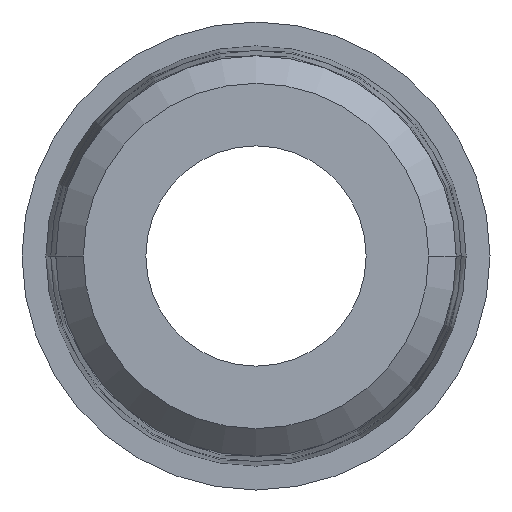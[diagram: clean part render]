
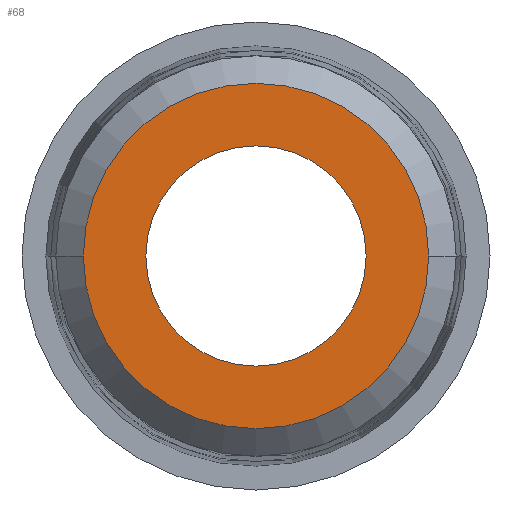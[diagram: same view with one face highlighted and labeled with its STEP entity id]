
A CAD part, left-side view. The second image highlights one B-rep face of the part: STEP entity #68.
In plain terms, the highlighted planar face has unit normal (-1, 0, 0).
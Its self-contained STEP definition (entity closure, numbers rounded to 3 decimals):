
#68=ADVANCED_FACE('',(#127,#128),#129,.T.);
#127=FACE_BOUND('',#201,.T.);
#128=FACE_OUTER_BOUND('',#202,.T.);
#129=PLANE('',#203);
#201=EDGE_LOOP('',(#392,#393));
#202=EDGE_LOOP('',(#394,#395));
#203=AXIS2_PLACEMENT_3D('',#396,#397,#398);
#392=ORIENTED_EDGE('',*,*,#543,.T.);
#393=ORIENTED_EDGE('',*,*,#542,.T.);
#394=ORIENTED_EDGE('',*,*,#527,.F.);
#395=ORIENTED_EDGE('',*,*,#552,.F.);
#396=CARTESIAN_POINT('',(-41.0,-2.767,0.0));
#397=DIRECTION('',(-1.0,0.,-0.0));
#398=DIRECTION('',(0.,1.0,0.0));
#527=EDGE_CURVE('',#637,#640,#641,.T.);
#542=EDGE_CURVE('',#663,#665,#667,.T.);
#543=EDGE_CURVE('',#665,#663,#668,.T.);
#552=EDGE_CURVE('',#640,#637,#679,.T.);
#637=VERTEX_POINT('',#777);
#640=VERTEX_POINT('',#781);
#641=CIRCLE('',#782,5.535);
#663=VERTEX_POINT('',#811);
#665=VERTEX_POINT('',#814);
#667=CIRCLE('',#817,3.53);
#668=CIRCLE('',#818,3.53);
#679=CIRCLE('',#829,5.535);
#777=CARTESIAN_POINT('',(-41.0,-5.535,0.0));
#781=CARTESIAN_POINT('',(-41.0,5.535,0.));
#782=AXIS2_PLACEMENT_3D('',#937,#938,#939);
#811=CARTESIAN_POINT('',(-41.0,3.53,0.));
#814=CARTESIAN_POINT('',(-41.0,-3.53,0.));
#817=AXIS2_PLACEMENT_3D('',#964,#965,#966);
#818=AXIS2_PLACEMENT_3D('',#967,#968,#969);
#829=AXIS2_PLACEMENT_3D('',#994,#995,#996);
#937=CARTESIAN_POINT('',(-41.0,0.0,0.0));
#938=DIRECTION('',(1.0,0.,0.0));
#939=DIRECTION('',(0.,-1.0,0.0));
#964=CARTESIAN_POINT('',(-41.0,0.0,0.0));
#965=DIRECTION('',(1.0,0.,0.0));
#966=DIRECTION('',(0.,1.0,0.0));
#967=CARTESIAN_POINT('',(-41.0,0.0,0.0));
#968=DIRECTION('',(1.0,0.,0.0));
#969=DIRECTION('',(0.,1.0,0.0));
#994=CARTESIAN_POINT('',(-41.0,0.0,0.0));
#995=DIRECTION('',(1.0,0.,0.0));
#996=DIRECTION('',(0.,-1.0,0.0));
